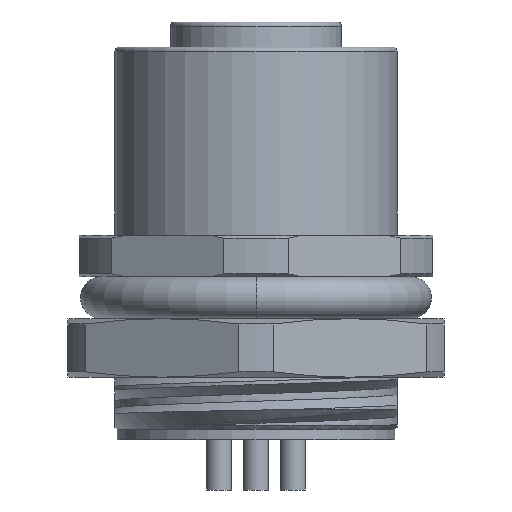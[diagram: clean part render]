
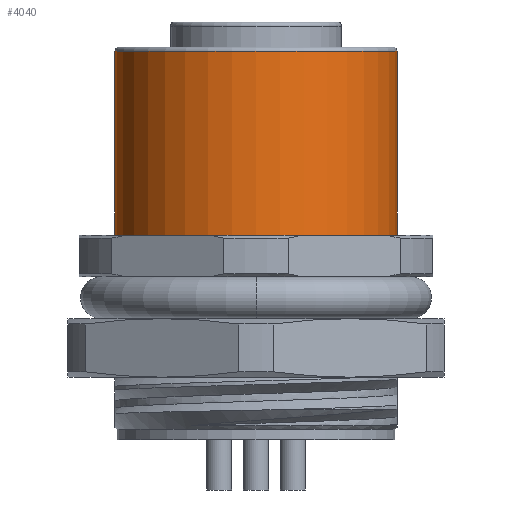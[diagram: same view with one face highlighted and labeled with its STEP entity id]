
A CAD part, front view. The second image highlights one B-rep face of the part: STEP entity #4040.
In plain terms, the highlighted cylindrical face has radius 6.75 mm (diameter 13.5 mm), a partial arc.
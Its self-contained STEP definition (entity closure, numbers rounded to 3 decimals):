
#134=CARTESIAN_POINT('',(0.,0.,-1.4));
#135=DIRECTION('',(0.,0.,-1.));
#136=DIRECTION('',(1.,0.,0.));
#137=AXIS2_PLACEMENT_3D('',#134,#135,#136);
#756=DIRECTION('',(0.,0.,1.));
#757=VECTOR('',#756,8.8);
#758=CARTESIAN_POINT('',(6.75,0.,-10.2));
#759=LINE('',#758,#757);
#760=DIRECTION('',(0.,0.,1.));
#761=VECTOR('',#760,8.8);
#762=CARTESIAN_POINT('',(-6.75,0.,-10.2));
#763=LINE('',#762,#761);
#769=CARTESIAN_POINT('',(0.,0.,-10.2));
#770=DIRECTION('',(0.,0.,-1.));
#771=DIRECTION('',(1.,0.,0.));
#772=AXIS2_PLACEMENT_3D('',#769,#770,#771);
#2678=CARTESIAN_POINT('',(6.75,0.,-10.2));
#2679=CARTESIAN_POINT('',(6.75,0.,-1.4));
#2680=VERTEX_POINT('',#2678);
#2681=VERTEX_POINT('',#2679);
#2688=CARTESIAN_POINT('',(-6.75,0.,-10.2));
#2689=CARTESIAN_POINT('',(-6.75,0.,-1.4));
#2690=VERTEX_POINT('',#2688);
#2691=VERTEX_POINT('',#2689);
#4028=CARTESIAN_POINT('',(0.,0.,-0.26));
#4029=DIRECTION('',(0.,0.,-1.));
#4030=DIRECTION('',(-1.,0.,0.));
#4031=AXIS2_PLACEMENT_3D('',#4028,#4029,#4030);
#4032=CYLINDRICAL_SURFACE('',#4031,6.75);
#4033=ORIENTED_EDGE('',*,*,#4018,.F.);
#4035=ORIENTED_EDGE('',*,*,#4034,.T.);
#4036=ORIENTED_EDGE('',*,*,#4021,.T.);
#4037=ORIENTED_EDGE('',*,*,#3076,.F.);
#4038=EDGE_LOOP('',(#4033,#4035,#4036,#4037));
#4039=FACE_OUTER_BOUND('',#4038,.F.);
#138=CIRCLE('',#137,6.75);
#773=CIRCLE('',#772,6.75);
#3076=EDGE_CURVE('',#2681,#2691,#138,.T.);
#4018=EDGE_CURVE('',#2680,#2681,#759,.T.);
#4021=EDGE_CURVE('',#2690,#2691,#763,.T.);
#4034=EDGE_CURVE('',#2680,#2690,#773,.T.);
#4040=ADVANCED_FACE('',(#4039),#4032,.T.);
